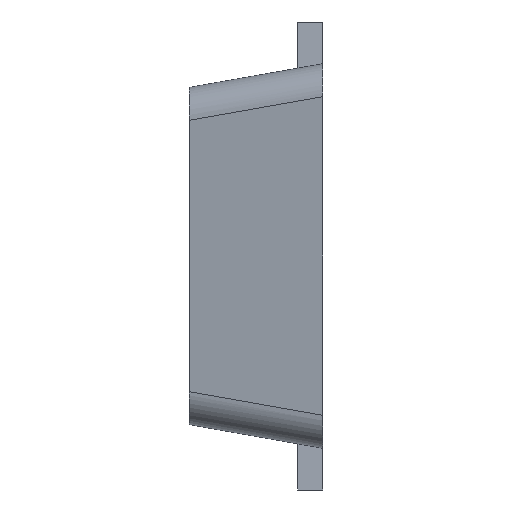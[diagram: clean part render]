
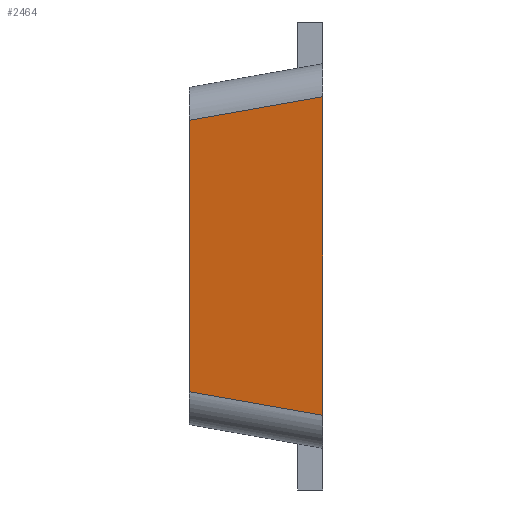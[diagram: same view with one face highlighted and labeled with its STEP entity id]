
A CAD part, left-side view. The second image highlights one B-rep face of the part: STEP entity #2464.
In plain terms, the highlighted planar face has unit normal (-0.985, 0.174, 0).
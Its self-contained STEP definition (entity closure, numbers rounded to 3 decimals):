
#54 = VERTEX_POINT ( 'NONE', #2542 ) ;
#200 = FACE_OUTER_BOUND ( 'NONE', #410, .T. ) ;
#213 = CARTESIAN_POINT ( 'NONE',  ( -1.285, 0.935, -0.788 ) ) ;
#245 = EDGE_CURVE ( 'NONE', #54, #2468, #2750, .T. ) ;
#258 = DIRECTION ( 'NONE',  ( 0., 0., 1. ) ) ;
#293 = EDGE_CURVE ( 'NONE', #2624, #1791, #1424, .T. ) ;
#305 = EDGE_CURVE ( 'NONE', #2468, #1791, #2846, .T. ) ;
#360 = PLANE ( 'NONE',  #1390 ) ;
#410 = EDGE_LOOP ( 'NONE', ( #1682, #1366, #1153, #2145 ) ) ;
#523 = VECTOR ( 'NONE', #258, 1000. ) ;
#697 = DIRECTION ( 'NONE',  ( -0.171, -0.97, -0.171 ) ) ;
#779 = CARTESIAN_POINT ( 'NONE',  ( -1.285, 0.935, 0.788 ) ) ;
#988 = CARTESIAN_POINT ( 'NONE',  ( -1.309, 0.8, 0.812 ) ) ;
#1153 = ORIENTED_EDGE ( 'NONE', *, *, #293, .F. ) ;
#1189 = CARTESIAN_POINT ( 'NONE',  ( -1.45, 0., -1.15 ) ) ;
#1353 = VECTOR ( 'NONE', #1868, 1000. ) ;
#1366 = ORIENTED_EDGE ( 'NONE', *, *, #305, .T. ) ;
#1390 = AXIS2_PLACEMENT_3D ( 'NONE', #1433, #1419, #1626 ) ;
#1419 = DIRECTION ( 'NONE',  ( -0.985, 0.174, 0. ) ) ;
#1424 = LINE ( 'NONE', #2354, #523 ) ;
#1433 = CARTESIAN_POINT ( 'NONE',  ( -1.309, 0.8, 0. ) ) ;
#1626 = DIRECTION ( 'NONE',  ( 0., 0., -1. ) ) ;
#1682 = ORIENTED_EDGE ( 'NONE', *, *, #245, .T. ) ;
#1723 = DIRECTION ( 'NONE',  ( 0.171, 0.97, -0.171 ) ) ;
#1791 = VERTEX_POINT ( 'NONE', #988 ) ;
#1868 = DIRECTION ( 'NONE',  ( 0., 0., 1. ) ) ;
#1869 = VECTOR ( 'NONE', #697, 1000. ) ;
#2120 = CARTESIAN_POINT ( 'NONE',  ( -1.45, 0., 0.953 ) ) ;
#2145 = ORIENTED_EDGE ( 'NONE', *, *, #2518, .T. ) ;
#2354 = CARTESIAN_POINT ( 'NONE',  ( -1.309, 0.8, 1.15 ) ) ;
#2463 = VECTOR ( 'NONE', #1723, 1000. ) ;
#2464 = ADVANCED_FACE ( 'NONE', ( #200 ), #360, .T. ) ;
#2468 = VERTEX_POINT ( 'NONE', #2120 ) ;
#2518 = EDGE_CURVE ( 'NONE', #2624, #54, #2744, .T. ) ;
#2542 = CARTESIAN_POINT ( 'NONE',  ( -1.45, 0., -0.953 ) ) ;
#2624 = VERTEX_POINT ( 'NONE', #2826 ) ;
#2744 = LINE ( 'NONE', #213, #1869 ) ;
#2750 = LINE ( 'NONE', #1189, #1353 ) ;
#2826 = CARTESIAN_POINT ( 'NONE',  ( -1.309, 0.8, -0.812 ) ) ;
#2846 = LINE ( 'NONE', #779, #2463 ) ;
